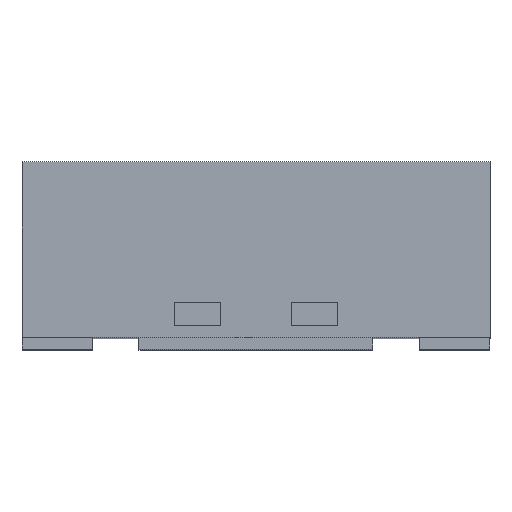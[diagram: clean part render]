
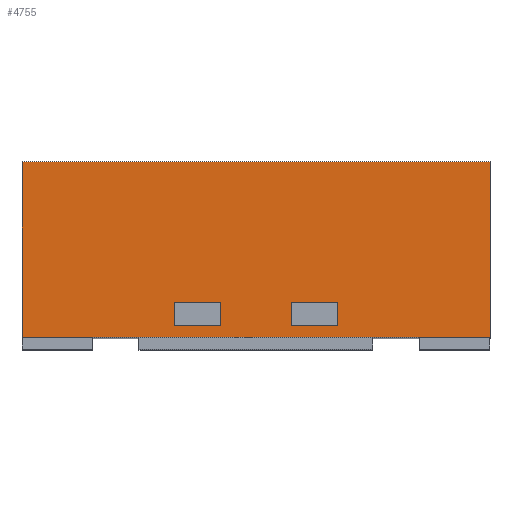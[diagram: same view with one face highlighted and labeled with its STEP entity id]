
A CAD part, top view. The second image highlights one B-rep face of the part: STEP entity #4755.
In plain terms, the highlighted planar face has unit normal (0, 0, 1).
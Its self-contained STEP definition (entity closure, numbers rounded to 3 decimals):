
#13 = EDGE_LOOP ( 'NONE', ( #3844, #2495, #2467, #1344 ) ) ;
#133 = EDGE_CURVE ( 'NONE', #1072, #4485, #5708, .T. ) ;
#226 = CARTESIAN_POINT ( 'NONE',  ( 0.15, 0.2, 1.5 ) ) ;
#296 = FACE_OUTER_BOUND ( 'NONE', #13, .T. ) ;
#315 = LINE ( 'NONE', #2276, #6221 ) ;
#345 = LINE ( 'NONE', #6146, #3185 ) ;
#429 = VERTEX_POINT ( 'NONE', #2013 ) ;
#943 = VERTEX_POINT ( 'NONE', #1999 ) ;
#967 = AXIS2_PLACEMENT_3D ( 'NONE', #1841, #3792, #1366 ) ;
#1072 = VERTEX_POINT ( 'NONE', #5286 ) ;
#1112 = CARTESIAN_POINT ( 'NONE',  ( 0.15, 0.2, 1.5 ) ) ;
#1161 = EDGE_LOOP ( 'NONE', ( #3535, #3165, #3328, #2128 ) ) ;
#1266 = ORIENTED_EDGE ( 'NONE', *, *, #2883, .F. ) ;
#1279 = DIRECTION ( 'NONE',  ( 1., 0., 0. ) ) ;
#1333 = CARTESIAN_POINT ( 'NONE',  ( -0.35, 0.1, 1.5 ) ) ;
#1344 = ORIENTED_EDGE ( 'NONE', *, *, #2138, .F. ) ;
#1366 = DIRECTION ( 'NONE',  ( -1., 0., 0. ) ) ;
#1399 = EDGE_CURVE ( 'NONE', #5890, #4176, #345, .T. ) ;
#1522 = CARTESIAN_POINT ( 'NONE',  ( -0.15, 0.1, 1.5 ) ) ;
#1559 = EDGE_CURVE ( 'NONE', #3827, #4526, #6141, .T. ) ;
#1725 = CARTESIAN_POINT ( 'NONE',  ( 0.35, 0.1, 1.5 ) ) ;
#1753 = VERTEX_POINT ( 'NONE', #5870 ) ;
#1787 = DIRECTION ( 'NONE',  ( -1., 0., 0. ) ) ;
#1841 = CARTESIAN_POINT ( 'NONE',  ( 1., 5.206, 1.5 ) ) ;
#1865 = DIRECTION ( 'NONE',  ( 0., -1., 0. ) ) ;
#1875 = LINE ( 'NONE', #1333, #5430 ) ;
#1924 = EDGE_CURVE ( 'NONE', #429, #3693, #4908, .T. ) ;
#1999 = CARTESIAN_POINT ( 'NONE',  ( -1., 0.05, 1.5 ) ) ;
#2013 = CARTESIAN_POINT ( 'NONE',  ( -0.35, 0.1, 1.5 ) ) ;
#2128 = ORIENTED_EDGE ( 'NONE', *, *, #4678, .F. ) ;
#2138 = EDGE_CURVE ( 'NONE', #4176, #6119, #2666, .T. ) ;
#2260 = FACE_BOUND ( 'NONE', #5604, .T. ) ;
#2276 = CARTESIAN_POINT ( 'NONE',  ( 1., 0.05, 1.5 ) ) ;
#2282 = DIRECTION ( 'NONE',  ( 0., -1., 0. ) ) ;
#2343 = CARTESIAN_POINT ( 'NONE',  ( -0.35, 0.2, 1.5 ) ) ;
#2394 = CARTESIAN_POINT ( 'NONE',  ( -0.15, 0.2, 1.5 ) ) ;
#2467 = ORIENTED_EDGE ( 'NONE', *, *, #2492, .T. ) ;
#2490 = DIRECTION ( 'NONE',  ( 1., 0., 0. ) ) ;
#2492 = EDGE_CURVE ( 'NONE', #943, #6119, #315, .T. ) ;
#2495 = ORIENTED_EDGE ( 'NONE', *, *, #6318, .T. ) ;
#2577 = CARTESIAN_POINT ( 'NONE',  ( 0.15, 0.1, 1.5 ) ) ;
#2616 = ORIENTED_EDGE ( 'NONE', *, *, #3935, .F. ) ;
#2666 = LINE ( 'NONE', #4605, #3821 ) ;
#2676 = EDGE_CURVE ( 'NONE', #4526, #429, #1875, .T. ) ;
#2690 = CARTESIAN_POINT ( 'NONE',  ( -0.15, 0.1, 1.5 ) ) ;
#2721 = PLANE ( 'NONE',  #967 ) ;
#2752 = DIRECTION ( 'NONE',  ( 0., 1., 0. ) ) ;
#2807 = CARTESIAN_POINT ( 'NONE',  ( -0.15, 0.1, 1.5 ) ) ;
#2883 = EDGE_CURVE ( 'NONE', #4380, #1753, #6327, .T. ) ;
#2935 = CARTESIAN_POINT ( 'NONE',  ( 0.35, 0.2, 1.5 ) ) ;
#2964 = LINE ( 'NONE', #2690, #3713 ) ;
#2995 = DIRECTION ( 'NONE',  ( 1., 0., 0. ) ) ;
#3165 = ORIENTED_EDGE ( 'NONE', *, *, #2676, .F. ) ;
#3185 = VECTOR ( 'NONE', #1279, 1000. ) ;
#3200 = VECTOR ( 'NONE', #5767, 1000. ) ;
#3233 = FACE_BOUND ( 'NONE', #1161, .T. ) ;
#3328 = ORIENTED_EDGE ( 'NONE', *, *, #1559, .F. ) ;
#3399 = VECTOR ( 'NONE', #2995, 1000. ) ;
#3483 = LINE ( 'NONE', #2577, #3399 ) ;
#3535 = ORIENTED_EDGE ( 'NONE', *, *, #1924, .F. ) ;
#3573 = VECTOR ( 'NONE', #4187, 1000. ) ;
#3693 = VERTEX_POINT ( 'NONE', #2807 ) ;
#3713 = VECTOR ( 'NONE', #6003, 1000. ) ;
#3792 = DIRECTION ( 'NONE',  ( 0., 0., -1. ) ) ;
#3810 = ORIENTED_EDGE ( 'NONE', *, *, #133, .F. ) ;
#3821 = VECTOR ( 'NONE', #2282, 1000. ) ;
#3827 = VERTEX_POINT ( 'NONE', #2394 ) ;
#3844 = ORIENTED_EDGE ( 'NONE', *, *, #1399, .F. ) ;
#3935 = EDGE_CURVE ( 'NONE', #4485, #4380, #5508, .T. ) ;
#4022 = VECTOR ( 'NONE', #2490, 1000. ) ;
#4176 = VERTEX_POINT ( 'NONE', #4292 ) ;
#4187 = DIRECTION ( 'NONE',  ( -1., 0., 0. ) ) ;
#4197 = CARTESIAN_POINT ( 'NONE',  ( -0.15, 0.2, 1.5 ) ) ;
#4199 = DIRECTION ( 'NONE',  ( 0., -1., 0. ) ) ;
#4212 = DIRECTION ( 'NONE',  ( 1., 0., 0. ) ) ;
#4292 = CARTESIAN_POINT ( 'NONE',  ( 1., 0.8, 1.5 ) ) ;
#4295 = CARTESIAN_POINT ( 'NONE',  ( 0.15, 0.1, 1.5 ) ) ;
#4380 = VERTEX_POINT ( 'NONE', #226 ) ;
#4468 = CARTESIAN_POINT ( 'NONE',  ( 1., 0.05, 1.5 ) ) ;
#4485 = VERTEX_POINT ( 'NONE', #2935 ) ;
#4526 = VERTEX_POINT ( 'NONE', #2343 ) ;
#4546 = CARTESIAN_POINT ( 'NONE',  ( -1., 0.8, 1.5 ) ) ;
#4605 = CARTESIAN_POINT ( 'NONE',  ( 1., 5.206, 1.5 ) ) ;
#4678 = EDGE_CURVE ( 'NONE', #3693, #3827, #2964, .T. ) ;
#4755 = ADVANCED_FACE ( 'NONE', ( #3233, #2260, #296 ), #2721, .F. ) ;
#4877 = ORIENTED_EDGE ( 'NONE', *, *, #5605, .F. ) ;
#4908 = LINE ( 'NONE', #1522, #4022 ) ;
#5286 = CARTESIAN_POINT ( 'NONE',  ( 0.35, 0.1, 1.5 ) ) ;
#5430 = VECTOR ( 'NONE', #4199, 1000. ) ;
#5508 = LINE ( 'NONE', #1112, #3573 ) ;
#5561 = VECTOR ( 'NONE', #1787, 1000. ) ;
#5604 = EDGE_LOOP ( 'NONE', ( #4877, #1266, #2616, #3810 ) ) ;
#5605 = EDGE_CURVE ( 'NONE', #1753, #1072, #3483, .T. ) ;
#5670 = LINE ( 'NONE', #6139, #3200 ) ;
#5708 = LINE ( 'NONE', #1725, #6115 ) ;
#5767 = DIRECTION ( 'NONE',  ( 0., -1., 0. ) ) ;
#5870 = CARTESIAN_POINT ( 'NONE',  ( 0.15, 0.1, 1.5 ) ) ;
#5890 = VERTEX_POINT ( 'NONE', #4546 ) ;
#6003 = DIRECTION ( 'NONE',  ( 0., 1., 0. ) ) ;
#6115 = VECTOR ( 'NONE', #2752, 1000. ) ;
#6119 = VERTEX_POINT ( 'NONE', #4468 ) ;
#6134 = VECTOR ( 'NONE', #1865, 1000. ) ;
#6139 = CARTESIAN_POINT ( 'NONE',  ( -1., 5.206, 1.5 ) ) ;
#6141 = LINE ( 'NONE', #4197, #5561 ) ;
#6146 = CARTESIAN_POINT ( 'NONE',  ( 1., 0.8, 1.5 ) ) ;
#6221 = VECTOR ( 'NONE', #4212, 1000. ) ;
#6318 = EDGE_CURVE ( 'NONE', #5890, #943, #5670, .T. ) ;
#6327 = LINE ( 'NONE', #4295, #6134 ) ;
